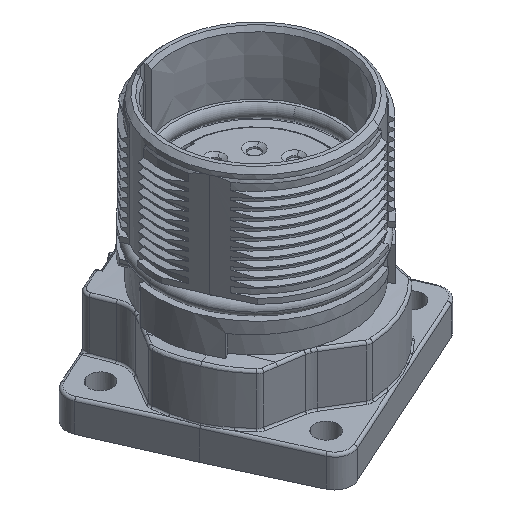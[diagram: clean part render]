
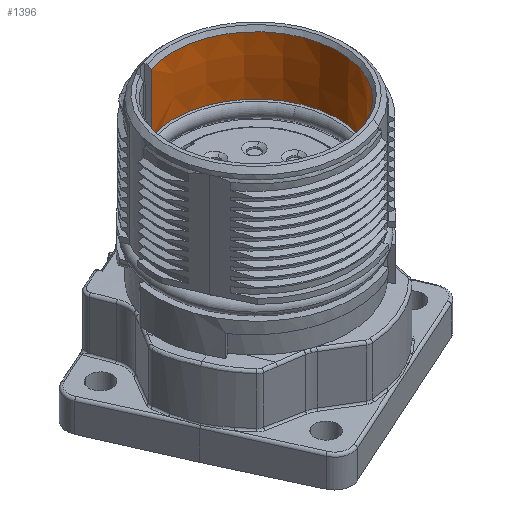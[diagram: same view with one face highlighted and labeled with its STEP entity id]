
A CAD part, isometric view. The second image highlights one B-rep face of the part: STEP entity #1396.
In plain terms, the highlighted conical face has half-angle 0.2 degrees and reference radius 9.564 mm.
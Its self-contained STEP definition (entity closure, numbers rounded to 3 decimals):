
#117=CONICAL_SURFACE('',#15889,9.564,0.2);
#877=CIRCLE('',#15887,9.556);
#878=CIRCLE('',#15888,9.579);
#1396=ADVANCED_FACE('',(#2595),#117,.F.);
#2595=FACE_OUTER_BOUND('',#3488,.T.);
#3488=EDGE_LOOP('',(#7156,#7157,#7158,#7159));
#4445=B_SPLINE_CURVE_WITH_KNOTS('',3,(#21341,#21342,#21343,#21344),
 .UNSPECIFIED.,.F.,.F.,(4,4),(0.,1.),.UNSPECIFIED.);
#5547=LINE('',#21371,#6297);
#6297=VECTOR('',#17541,1.);
#7156=ORIENTED_EDGE('',*,*,#13481,.F.);
#7157=ORIENTED_EDGE('',*,*,#13474,.T.);
#7158=ORIENTED_EDGE('',*,*,#13482,.F.);
#7159=ORIENTED_EDGE('',*,*,#13465,.F.);
#11916=VERTEX_POINT('',#21339);
#11918=VERTEX_POINT('',#21345);
#11924=VERTEX_POINT('',#21363);
#11926=VERTEX_POINT('',#21370);
#13465=EDGE_CURVE('',#11916,#11918,#4445,.T.);
#13474=EDGE_CURVE('',#11924,#11926,#5547,.T.);
#13481=EDGE_CURVE('',#11924,#11916,#877,.T.);
#13482=EDGE_CURVE('',#11918,#11926,#878,.T.);
#15887=AXIS2_PLACEMENT_3D('',#21390,#17552,#17553);
#15888=AXIS2_PLACEMENT_3D('',#21391,#17554,#17555);
#15889=AXIS2_PLACEMENT_3D('',#21392,#17556,#17557);
#17541=DIRECTION('',(0.001,-0.003,1.));
#17552=DIRECTION('',(0.,0.,1.));
#17553=DIRECTION('',(-1.,0.,0.));
#17554=DIRECTION('',(0.,0.,-1.));
#17555=DIRECTION('',(-0.325,0.946,0.));
#17556=DIRECTION('',(0.,0.,1.));
#17557=DIRECTION('',(0.411,-0.911,0.));
#21339=CARTESIAN_POINT('',(-3.132,9.028,21.15));
#21341=CARTESIAN_POINT('',(-3.134,9.024,20.4));
#21342=CARTESIAN_POINT('',(-3.126,9.036,22.9));
#21343=CARTESIAN_POINT('',(-3.118,9.048,25.4));
#21344=CARTESIAN_POINT('',(-3.111,9.06,27.9));
#21345=CARTESIAN_POINT('',(-3.111,9.06,27.9));
#21363=CARTESIAN_POINT('',(3.932,-8.709,21.15));
#21370=CARTESIAN_POINT('',(3.941,-8.731,27.9));
#21371=CARTESIAN_POINT('',(3.929,-8.704,19.5));
#21390=CARTESIAN_POINT('',(0.,0.,21.15));
#21391=CARTESIAN_POINT('',(0.,0.,27.9));
#21392=CARTESIAN_POINT('',(0.,0.,23.6));
